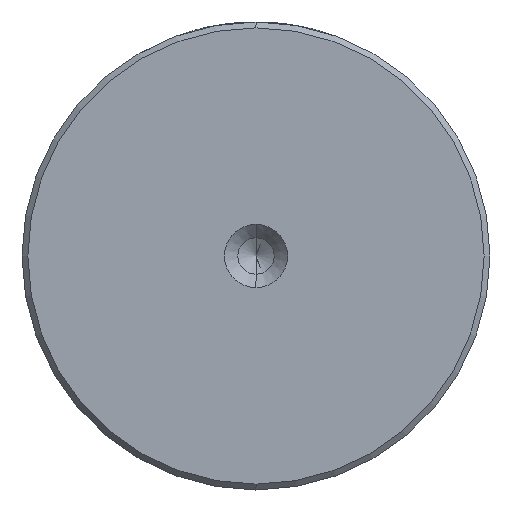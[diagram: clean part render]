
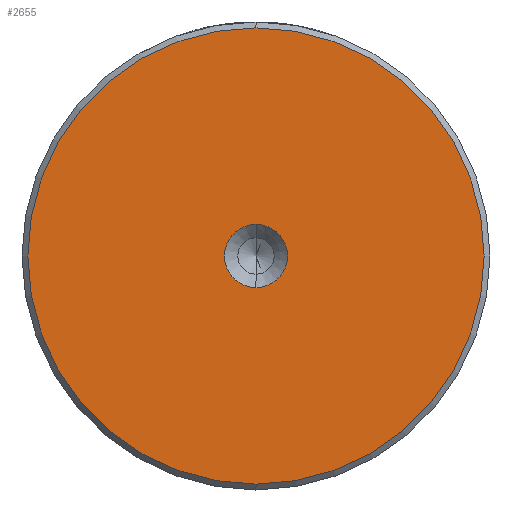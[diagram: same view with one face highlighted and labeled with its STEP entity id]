
A CAD part, left-side view. The second image highlights one B-rep face of the part: STEP entity #2655.
In plain terms, the highlighted planar face has unit normal (-1, 0, 0).
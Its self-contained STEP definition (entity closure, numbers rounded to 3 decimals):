
#178 = DIRECTION ( 'NONE',  ( 0., 0., 1. ) ) ;
#278 = FACE_BOUND ( 'NONE', #363, .T. ) ;
#295 = EDGE_CURVE ( 'NONE', #1594, #3116, #535, .T. ) ;
#360 = FACE_OUTER_BOUND ( 'NONE', #2701, .T. ) ;
#362 = CIRCLE ( 'NONE', #3008, 2.7 ) ;
#363 = EDGE_LOOP ( 'NONE', ( #942, #2639 ) ) ;
#535 = CIRCLE ( 'NONE', #2432, 19.5 ) ;
#573 = EDGE_CURVE ( 'NONE', #3116, #1594, #2589, .T. ) ;
#662 = DIRECTION ( 'NONE',  ( -1., 0., 0. ) ) ;
#765 = CARTESIAN_POINT ( 'NONE',  ( 0., 0., 2.7 ) ) ;
#781 = CARTESIAN_POINT ( 'NONE',  ( 0., 0., 0. ) ) ;
#942 = ORIENTED_EDGE ( 'NONE', *, *, #2893, .F. ) ;
#1033 = CARTESIAN_POINT ( 'NONE',  ( 0., 0., 0. ) ) ;
#1102 = CARTESIAN_POINT ( 'NONE',  ( 0., 0., 0. ) ) ;
#1185 = AXIS2_PLACEMENT_3D ( 'NONE', #2106, #662, #2360 ) ;
#1200 = ORIENTED_EDGE ( 'NONE', *, *, #573, .T. ) ;
#1279 = DIRECTION ( 'NONE',  ( -1., 0., 0. ) ) ;
#1289 = DIRECTION ( 'NONE',  ( 0., 0., 1. ) ) ;
#1358 = DIRECTION ( 'NONE',  ( 0., 0., 1. ) ) ;
#1363 = AXIS2_PLACEMENT_3D ( 'NONE', #781, #1279, #2982 ) ;
#1594 = VERTEX_POINT ( 'NONE', #2220 ) ;
#1624 = VERTEX_POINT ( 'NONE', #765 ) ;
#1655 = DIRECTION ( 'NONE',  ( -1., 0., 0. ) ) ;
#1788 = ORIENTED_EDGE ( 'NONE', *, *, #295, .T. ) ;
#1907 = AXIS2_PLACEMENT_3D ( 'NONE', #1102, #2817, #1358 ) ;
#1997 = PLANE ( 'NONE',  #1363 ) ;
#2062 = CARTESIAN_POINT ( 'NONE',  ( 0., 0., -19.5 ) ) ;
#2068 = EDGE_CURVE ( 'NONE', #2308, #1624, #362, .T. ) ;
#2106 = CARTESIAN_POINT ( 'NONE',  ( 0., 0., 0. ) ) ;
#2220 = CARTESIAN_POINT ( 'NONE',  ( 0., 0., 19.5 ) ) ;
#2308 = VERTEX_POINT ( 'NONE', #2329 ) ;
#2329 = CARTESIAN_POINT ( 'NONE',  ( 0., 0., -2.7 ) ) ;
#2360 = DIRECTION ( 'NONE',  ( 0., 0., 1. ) ) ;
#2432 = AXIS2_PLACEMENT_3D ( 'NONE', #3113, #1655, #178 ) ;
#2589 = CIRCLE ( 'NONE', #1907, 19.5 ) ;
#2639 = ORIENTED_EDGE ( 'NONE', *, *, #2068, .F. ) ;
#2655 = ADVANCED_FACE ( 'NONE', ( #360, #278 ), #1997, .T. ) ;
#2699 = CIRCLE ( 'NONE', #1185, 2.7 ) ;
#2701 = EDGE_LOOP ( 'NONE', ( #1200, #1788 ) ) ;
#2755 = DIRECTION ( 'NONE',  ( -1., 0., 0. ) ) ;
#2817 = DIRECTION ( 'NONE',  ( -1., 0., 0. ) ) ;
#2893 = EDGE_CURVE ( 'NONE', #1624, #2308, #2699, .T. ) ;
#2982 = DIRECTION ( 'NONE',  ( 0., 0., 1. ) ) ;
#3008 = AXIS2_PLACEMENT_3D ( 'NONE', #1033, #2755, #1289 ) ;
#3113 = CARTESIAN_POINT ( 'NONE',  ( 0., 0., 0. ) ) ;
#3116 = VERTEX_POINT ( 'NONE', #2062 ) ;
